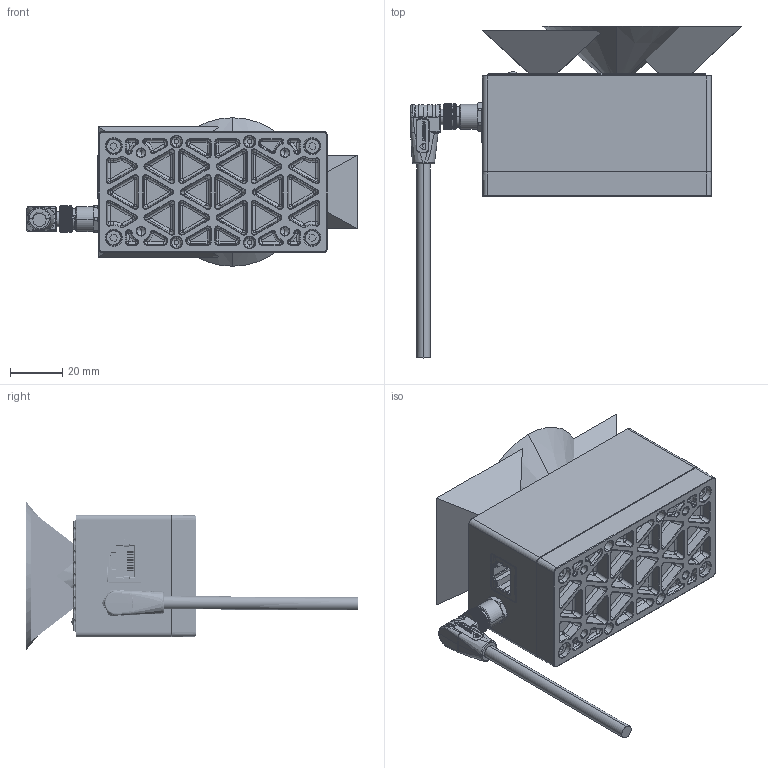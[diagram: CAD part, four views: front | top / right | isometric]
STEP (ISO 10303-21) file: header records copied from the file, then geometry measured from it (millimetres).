
FILE_DESCRIPTION (( 'STEP AP214' ), '1' );
FILE_NAME ('M4詞測-軞蚾芞 C.STEP', '2025-05-16T05:02:33', ( '' ), ( '' ), 'SwSTEP 2.0', 'SolidWorks 2024', '' );
FILE_SCHEMA (( 'AUTOMOTIVE_DESIGN' ));
Length unit declared in the file: millimetre
Products named in the file (20): TOF板组件_视场角; LED导光柱-L3.2; LX-00A-3.3.0.3.037-A M4 Mega-窗口片-VCSEL; SD-M8B-05P-FF-SH7BXX-00A(H); M3-40-GB70.1内六角圆柱头螺钉; LX-00A-3.3.0.5.006-A M4-前脸-压铸; M4-TOF镜头-J6920_视场角; LX-00A-3.3.0.1.037-E M4-中框; M4-LD板PCB_视场角; LX-00A-3.3.0.3.066-B M4 Mega-窗口片-TOF-长腰型; pm-m8b-05p-mm-sr7xxx-00ah; M4迭代-总装图 C; RGB板组件; 电源板PCB组件; RJ45-Female; LD板组件; M4-结构装配图; LX-00A-3.3.0.5.007-A M4-底座-压铸; LX-00A-3.3.0.3.039-B M4 Mega-窗口片-RGB; LS6167_视场角
Assembly tree (22 placements, depth 3):
  M4迭代-总装图 C
    M4-结构装配图
      LX-00A-3.3.0.5.007-A M4-底座-压铸
      LX-00A-3.3.0.5.006-A M4-前脸-压铸
      LX-00A-3.3.0.1.037-E M4-中框
    LD板组件
      M4-LD板PCB_视场角
    TOF板组件_视场角
      M4-TOF镜头-J6920_视场角
    RGB板组件
      LS6167_视场角
    电源板PCB组件
      RJ45-Female
    LX-00A-3.3.0.3.039-B M4 Mega-窗口片-RGB
    LX-00A-3.3.0.3.037-A M4 Mega-窗口片-VCSEL
    LX-00A-3.3.0.3.066-B M4 Mega-窗口片-TOF-长腰型
    SD-M8B-05P-FF-SH7BXX-00A(H)
    pm-m8b-05p-mm-sr7xxx-00ah
    LED导光柱-L3.2
    M3-40-GB70.1内六角圆柱头螺钉  x4
Bounding box: 126.55 x 126.93 x 56.8 mm (x, y, z)
Volume: 137069.6 mm3; surface area: 86144.9 mm2
Topology: 24 solids, 81 shells, 4401 faces, 11137 edges, 6906 vertices
Faces by surface type: plane 1643, cylinder 1214, bspline 485, torus 467, cone 389, sphere 203
Entity records: 158845 total; most frequent: CARTESIAN_POINT 60077, ORIENTED_EDGE 21658, DIRECTION 18918, EDGE_CURVE 10932, AXIS2_PLACEMENT_3D 7202, VERTEX_POINT 6828, EDGE_LOOP 4554, LINE 4514
